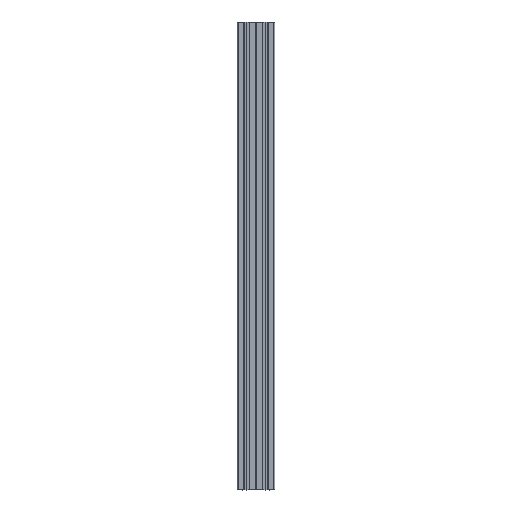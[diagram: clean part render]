
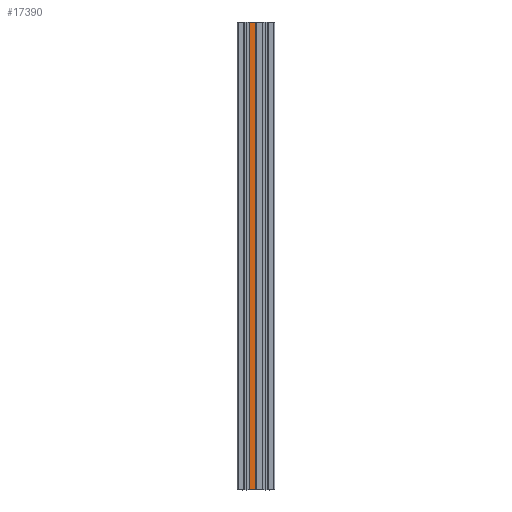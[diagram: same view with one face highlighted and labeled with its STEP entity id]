
A CAD part, left-side view. The second image highlights one B-rep face of the part: STEP entity #17390.
In plain terms, the highlighted planar face has unit normal (-1, 0, 0).
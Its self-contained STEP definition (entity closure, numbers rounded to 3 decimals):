
#925 = VERTEX_POINT ( 'NONE', #12817 ) ;
#1770 = DIRECTION ( 'NONE',  ( 0., 0., 1. ) ) ;
#1893 = CARTESIAN_POINT ( 'NONE',  ( -20., 40.25, -1028.284 ) ) ;
#3998 = DIRECTION ( 'NONE',  ( 0., 1., 0. ) ) ;
#4740 = CARTESIAN_POINT ( 'NONE',  ( -20., 54.9, -1000. ) ) ;
#5832 = ORIENTED_EDGE ( 'NONE', *, *, #8589, .T. ) ;
#5854 = VERTEX_POINT ( 'NONE', #6990 ) ;
#6990 = CARTESIAN_POINT ( 'NONE',  ( -20., 53.675, 0. ) ) ;
#7655 = PLANE ( 'NONE',  #11515 ) ;
#8021 = CARTESIAN_POINT ( 'NONE',  ( -20., 53.675, -1000. ) ) ;
#8298 = EDGE_CURVE ( 'NONE', #925, #5854, #22561, .T. ) ;
#8589 = EDGE_CURVE ( 'NONE', #19997, #925, #22531, .T. ) ;
#9076 = VECTOR ( 'NONE', #1770, 1000. ) ;
#9431 = VERTEX_POINT ( 'NONE', #8021 ) ;
#9731 = CARTESIAN_POINT ( 'NONE',  ( -20., 54.9, -1028.284 ) ) ;
#10398 = DIRECTION ( 'NONE',  ( 0., 0., 1. ) ) ;
#11515 = AXIS2_PLACEMENT_3D ( 'NONE', #9731, #16067, #11926 ) ;
#11926 = DIRECTION ( 'NONE',  ( 0., 1., 0. ) ) ;
#12817 = CARTESIAN_POINT ( 'NONE',  ( -20., 40.25, 0. ) ) ;
#12854 = CARTESIAN_POINT ( 'NONE',  ( -20., 53.675, 0. ) ) ;
#14781 = CARTESIAN_POINT ( 'NONE',  ( -20., 40.25, -1000. ) ) ;
#15089 = LINE ( 'NONE', #4740, #16621 ) ;
#16067 = DIRECTION ( 'NONE',  ( -1., 0., 0. ) ) ;
#16109 = VECTOR ( 'NONE', #3998, 1000. ) ;
#16621 = VECTOR ( 'NONE', #21466, 1000. ) ;
#17390 = ADVANCED_FACE ( 'NONE', ( #18161 ), #7655, .T. ) ;
#18161 = FACE_OUTER_BOUND ( 'NONE', #24656, .T. ) ;
#19603 = ORIENTED_EDGE ( 'NONE', *, *, #26709, .F. ) ;
#19997 = VERTEX_POINT ( 'NONE', #14781 ) ;
#20461 = CARTESIAN_POINT ( 'NONE',  ( -20., 54.9, 0. ) ) ;
#21466 = DIRECTION ( 'NONE',  ( 0., 1., 0. ) ) ;
#22531 = LINE ( 'NONE', #1893, #9076 ) ;
#22561 = LINE ( 'NONE', #20461, #16109 ) ;
#23136 = LINE ( 'NONE', #12854, #25199 ) ;
#23321 = EDGE_CURVE ( 'NONE', #19997, #9431, #15089, .T. ) ;
#24649 = ORIENTED_EDGE ( 'NONE', *, *, #8298, .T. ) ;
#24656 = EDGE_LOOP ( 'NONE', ( #5832, #24649, #19603, #27119 ) ) ;
#25199 = VECTOR ( 'NONE', #10398, 1000. ) ;
#26709 = EDGE_CURVE ( 'NONE', #9431, #5854, #23136, .T. ) ;
#27119 = ORIENTED_EDGE ( 'NONE', *, *, #23321, .F. ) ;
